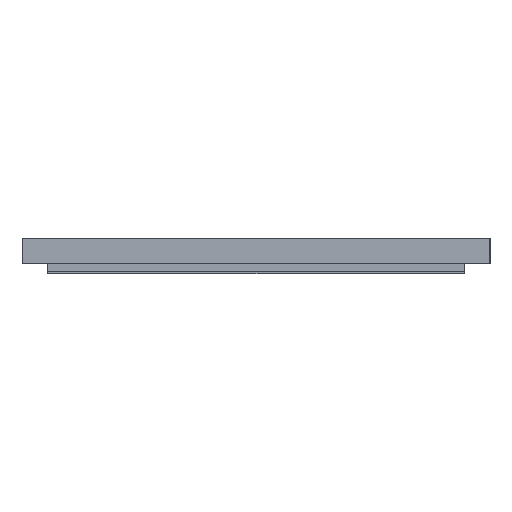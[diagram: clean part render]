
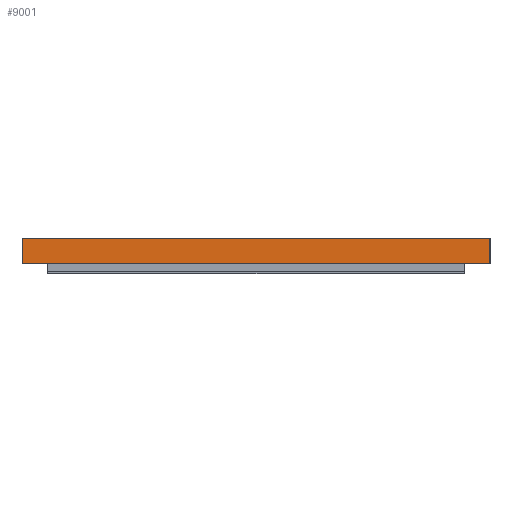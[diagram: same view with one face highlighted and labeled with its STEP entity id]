
A CAD part, left-side view. The second image highlights one B-rep face of the part: STEP entity #9001.
In plain terms, the highlighted planar face has unit normal (-1, 0, 0).
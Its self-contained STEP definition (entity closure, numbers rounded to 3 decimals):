
#761 = DIRECTION ( 'NONE',  ( 0., 0., 1. ) ) ;
#1054 = VERTEX_POINT ( 'NONE', #5222 ) ;
#1100 = LINE ( 'NONE', #1696, #1388 ) ;
#1388 = VECTOR ( 'NONE', #8062, 1000. ) ;
#1502 = CARTESIAN_POINT ( 'NONE',  ( -159.388, 397.5, 513.5 ) ) ;
#1696 = CARTESIAN_POINT ( 'NONE',  ( -159.388, 0., 492. ) ) ;
#1918 = VECTOR ( 'NONE', #6511, 1000. ) ;
#3063 = CARTESIAN_POINT ( 'NONE',  ( -159.388, 0., 535. ) ) ;
#3153 = DIRECTION ( 'NONE',  ( -1., 0., 0. ) ) ;
#4029 = LINE ( 'NONE', #3063, #1918 ) ;
#4138 = LINE ( 'NONE', #8306, #9653 ) ;
#4160 = CARTESIAN_POINT ( 'NONE',  ( -159.388, 0., 513.5 ) ) ;
#4355 = EDGE_CURVE ( 'NONE', #5452, #7238, #4029, .T. ) ;
#4690 = ORIENTED_EDGE ( 'NONE', *, *, #11037, .F. ) ;
#4695 = VECTOR ( 'NONE', #761, 1000. ) ;
#5222 = CARTESIAN_POINT ( 'NONE',  ( -159.388, 397.5, 492. ) ) ;
#5452 = VERTEX_POINT ( 'NONE', #6682 ) ;
#5460 = CARTESIAN_POINT ( 'NONE',  ( -159.388, -397.5, 535. ) ) ;
#5815 = DIRECTION ( 'NONE',  ( 0., 0., 1. ) ) ;
#6007 = CARTESIAN_POINT ( 'NONE',  ( -159.388, -397.5, 492. ) ) ;
#6205 = EDGE_CURVE ( 'NONE', #7238, #6320, #4138, .T. ) ;
#6320 = VERTEX_POINT ( 'NONE', #6007 ) ;
#6511 = DIRECTION ( 'NONE',  ( 0., -1., 0. ) ) ;
#6600 = PLANE ( 'NONE',  #7496 ) ;
#6682 = CARTESIAN_POINT ( 'NONE',  ( -159.388, 397.5, 535. ) ) ;
#7091 = ORIENTED_EDGE ( 'NONE', *, *, #6205, .F. ) ;
#7238 = VERTEX_POINT ( 'NONE', #5460 ) ;
#7496 = AXIS2_PLACEMENT_3D ( 'NONE', #4160, #3153, #5815 ) ;
#7961 = ORIENTED_EDGE ( 'NONE', *, *, #4355, .F. ) ;
#7974 = ORIENTED_EDGE ( 'NONE', *, *, #9526, .F. ) ;
#8062 = DIRECTION ( 'NONE',  ( 0., 1., 0. ) ) ;
#8306 = CARTESIAN_POINT ( 'NONE',  ( -159.388, -397.5, 513.5 ) ) ;
#9001 = ADVANCED_FACE ( 'NONE', ( #10968 ), #6600, .T. ) ;
#9526 = EDGE_CURVE ( 'NONE', #6320, #1054, #1100, .T. ) ;
#9653 = VECTOR ( 'NONE', #9969, 1000. ) ;
#9969 = DIRECTION ( 'NONE',  ( 0., 0., -1. ) ) ;
#10297 = LINE ( 'NONE', #1502, #4695 ) ;
#10968 = FACE_OUTER_BOUND ( 'NONE', #10981, .T. ) ;
#10981 = EDGE_LOOP ( 'NONE', ( #4690, #7974, #7091, #7961 ) ) ;
#11037 = EDGE_CURVE ( 'NONE', #1054, #5452, #10297, .T. ) ;
